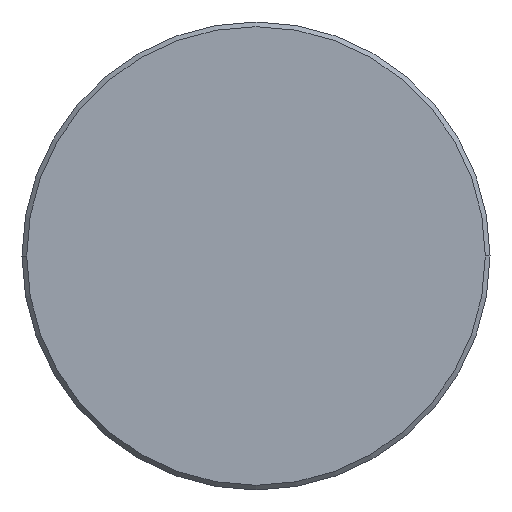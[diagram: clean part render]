
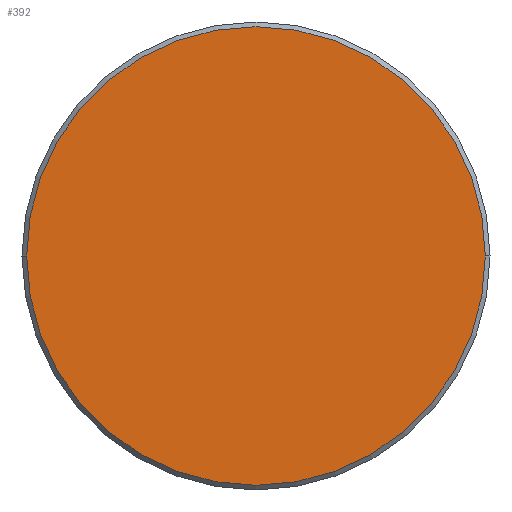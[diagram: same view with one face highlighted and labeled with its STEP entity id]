
A CAD part, left-side view. The second image highlights one B-rep face of the part: STEP entity #392.
In plain terms, the highlighted planar face has unit normal (-1, 0, 0).
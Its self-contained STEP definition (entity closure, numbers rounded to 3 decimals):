
#8 = EDGE_CURVE ( 'NONE', #167, #74, #182, .T. ) ;
#20 = CARTESIAN_POINT ( 'NONE',  ( -143.4, 0., 0. ) ) ;
#24 = CARTESIAN_POINT ( 'NONE',  ( -143.4, -14.7, 0. ) ) ;
#32 = PLANE ( 'NONE',  #64 ) ;
#64 = AXIS2_PLACEMENT_3D ( 'NONE', #201, #305, #403 ) ;
#74 = VERTEX_POINT ( 'NONE', #149 ) ;
#107 = ORIENTED_EDGE ( 'NONE', *, *, #8, .T. ) ;
#149 = CARTESIAN_POINT ( 'NONE',  ( -143.4, 14.7, 0. ) ) ;
#167 = VERTEX_POINT ( 'NONE', #24 ) ;
#176 = FACE_OUTER_BOUND ( 'NONE', #383, .T. ) ;
#182 = CIRCLE ( 'NONE', #361, 14.7 ) ;
#201 = CARTESIAN_POINT ( 'NONE',  ( -143.4, -14.876, 14.876 ) ) ;
#203 = EDGE_CURVE ( 'NONE', #74, #167, #350, .T. ) ;
#225 = ORIENTED_EDGE ( 'NONE', *, *, #203, .T. ) ;
#243 = DIRECTION ( 'NONE',  ( 0., 1., 0. ) ) ;
#261 = DIRECTION ( 'NONE',  ( 0., 1., 0. ) ) ;
#305 = DIRECTION ( 'NONE',  ( 1., 0., 0. ) ) ;
#320 = DIRECTION ( 'NONE',  ( -1., 0., 0. ) ) ;
#350 = CIRCLE ( 'NONE', #399, 14.7 ) ;
#361 = AXIS2_PLACEMENT_3D ( 'NONE', #418, #320, #243 ) ;
#383 = EDGE_LOOP ( 'NONE', ( #225, #107 ) ) ;
#392 = ADVANCED_FACE ( 'NONE', ( #176 ), #32, .F. ) ;
#399 = AXIS2_PLACEMENT_3D ( 'NONE', #20, #436, #261 ) ;
#403 = DIRECTION ( 'NONE',  ( 0., 0., -1. ) ) ;
#418 = CARTESIAN_POINT ( 'NONE',  ( -143.4, 0., 0. ) ) ;
#436 = DIRECTION ( 'NONE',  ( -1., 0., 0. ) ) ;
